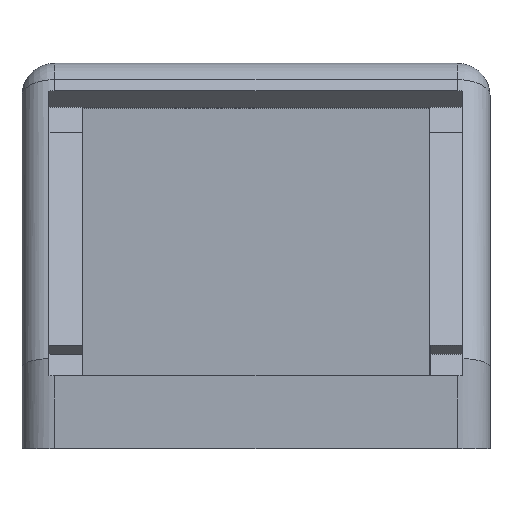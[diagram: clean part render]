
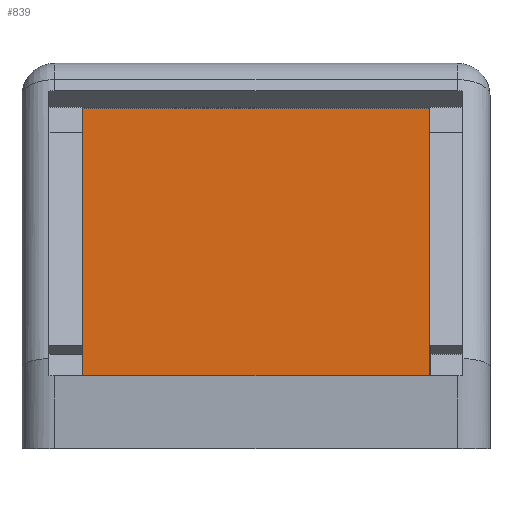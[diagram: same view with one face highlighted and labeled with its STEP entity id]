
A CAD part, front view. The second image highlights one B-rep face of the part: STEP entity #839.
In plain terms, the highlighted planar face has unit normal (0, -1, 0).
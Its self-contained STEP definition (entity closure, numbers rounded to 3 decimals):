
#100=CARTESIAN_POINT('',(61.13,46.7,11.));
#101=VERTEX_POINT('',#100);
#118=CARTESIAN_POINT('',(90.13,46.7,11.));
#119=VERTEX_POINT('',#118);
#126=CARTESIAN_POINT('',(61.13,46.7,11.));
#127=DIRECTION('',(1.,0.,-0.));
#128=VECTOR('',#127,29.);
#129=LINE('',#126,#128);
#130=EDGE_CURVE('',#101,#119,#129,.T.);
#809=CARTESIAN_POINT('',(61.13,46.7,22.414));
#810=DIRECTION('',(0.,-1.,0.));
#811=DIRECTION('',(0.,0.,-1.));
#812=AXIS2_PLACEMENT_3D('',#809,#810,#811);
#813=PLANE('',#812);
#814=CARTESIAN_POINT('',(90.13,46.7,39.361));
#815=VERTEX_POINT('',#814);
#816=CARTESIAN_POINT('',(90.13,46.7,39.361));
#817=DIRECTION('',(0.,0.,-1.));
#818=VECTOR('',#817,28.361);
#819=LINE('',#816,#818);
#820=EDGE_CURVE('',#815,#119,#819,.T.);
#821=ORIENTED_EDGE('',*,*,#820,.F.);
#822=CARTESIAN_POINT('',(61.13,46.7,39.361));
#823=VERTEX_POINT('',#822);
#824=CARTESIAN_POINT('',(61.13,46.7,39.361));
#825=DIRECTION('',(1.,0.,-0.));
#826=VECTOR('',#825,29.);
#827=LINE('',#824,#826);
#828=EDGE_CURVE('',#823,#815,#827,.T.);
#829=ORIENTED_EDGE('',*,*,#828,.F.);
#830=CARTESIAN_POINT('',(61.13,46.7,39.361));
#831=DIRECTION('',(0.,0.,-1.));
#832=VECTOR('',#831,28.361);
#833=LINE('',#830,#832);
#834=EDGE_CURVE('',#823,#101,#833,.T.);
#835=ORIENTED_EDGE('',*,*,#834,.T.);
#836=ORIENTED_EDGE('',*,*,#130,.T.);
#837=EDGE_LOOP('',(#821,#829,#835,#836));
#838=FACE_BOUND('',#837,.T.);
#839=ADVANCED_FACE('',(#838),#813,.T.);
